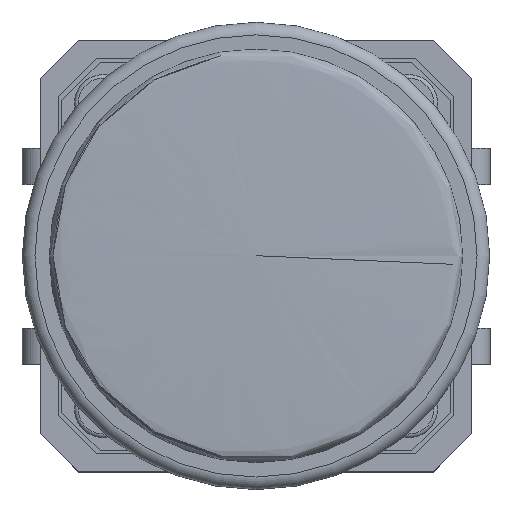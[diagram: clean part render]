
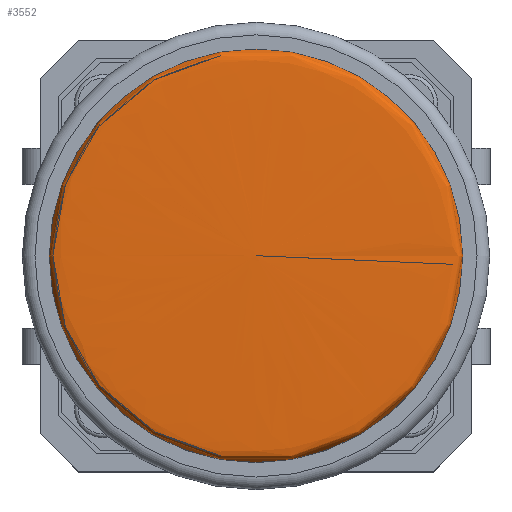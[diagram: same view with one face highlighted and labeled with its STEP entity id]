
A CAD part, top view. The second image highlights one B-rep face of the part: STEP entity #3552.
In plain terms, the highlighted face is a revolution surface.
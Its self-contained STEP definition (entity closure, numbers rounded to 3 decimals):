
#3214 = EDGE_CURVE('',#3215,#3215,#3217,.T.);
#3215 = VERTEX_POINT('',#3216);
#3216 = CARTESIAN_POINT('',(5.751,0.,9.85));
#3217 = CIRCLE('',#3218,5.751);
#3218 = AXIS2_PLACEMENT_3D('',#3219,#3220,#3221);
#3219 = CARTESIAN_POINT('',(0.,0.,9.85));
#3220 = DIRECTION('',(0.,0.,-1.));
#3221 = DIRECTION('',(1.,0.,0.));
#3552 = ADVANCED_FACE('',(#3553),#3569,.T.);
#3553 = FACE_BOUND('',#3554,.T.);
#3554 = EDGE_LOOP('',(#3555,#3567,#3568));
#3555 = ORIENTED_EDGE('',*,*,#3556,.T.);
#3556 = EDGE_CURVE('',#3557,#3215,#3559,.T.);
#3557 = VERTEX_POINT('',#3558);
#3558 = CARTESIAN_POINT('',(0.,0.,10.3)
  );
#3559 = B_SPLINE_CURVE_WITH_KNOTS('',3,(#3560,#3561,#3562,#3563,#3564,
    #3565,#3566),.UNSPECIFIED.,.F.,.F.,(4,1,1,1,4),(0.,0.25,0.5,0.75,1.)
  ,.QUASI_UNIFORM_KNOTS.);
#3560 = CARTESIAN_POINT('',(0.,0.,10.3)
  );
#3561 = CARTESIAN_POINT('',(5.376,0.,10.204));
#3562 = CARTESIAN_POINT('',(5.641,0.,10.157));
#3563 = CARTESIAN_POINT('',(5.676,0.,10.121));
#3564 = CARTESIAN_POINT('',(5.731,0.,10.067));
#3565 = CARTESIAN_POINT('',(5.75,0.,9.998));
#3566 = CARTESIAN_POINT('',(5.751,0.,9.85));
#3567 = ORIENTED_EDGE('',*,*,#3214,.F.);
#3568 = ORIENTED_EDGE('',*,*,#3556,.F.);
#3569 = SURFACE_OF_REVOLUTION('',#3570,#3578);
#3570 = B_SPLINE_CURVE_WITH_KNOTS('',3,(#3571,#3572,#3573,#3574,#3575,
    #3576,#3577),.UNSPECIFIED.,.F.,.F.,(4,1,1,1,4),(0.,0.25,0.5,0.75,1.)
  ,.QUASI_UNIFORM_KNOTS.);
#3571 = CARTESIAN_POINT('',(0.,0.,10.3)
  );
#3572 = CARTESIAN_POINT('',(5.376,0.,10.204));
#3573 = CARTESIAN_POINT('',(5.641,0.,10.157));
#3574 = CARTESIAN_POINT('',(5.676,0.,10.121));
#3575 = CARTESIAN_POINT('',(5.731,0.,10.067));
#3576 = CARTESIAN_POINT('',(5.75,0.,9.998));
#3577 = CARTESIAN_POINT('',(5.751,0.,9.85));
#3578 = AXIS1_PLACEMENT('',#3579,#3580);
#3579 = CARTESIAN_POINT('',(0.,0.,5.3));
#3580 = DIRECTION('',(0.,0.,-1.));
